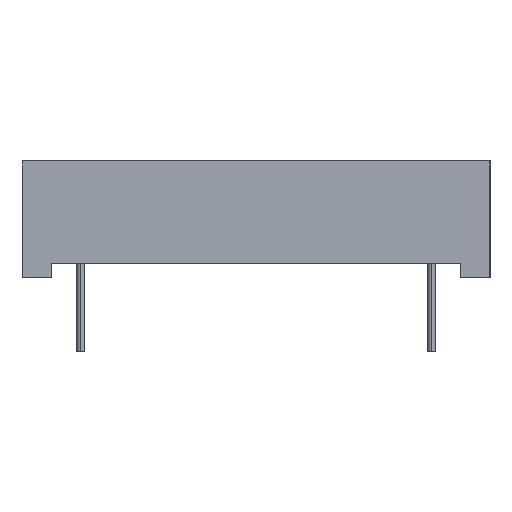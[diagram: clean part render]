
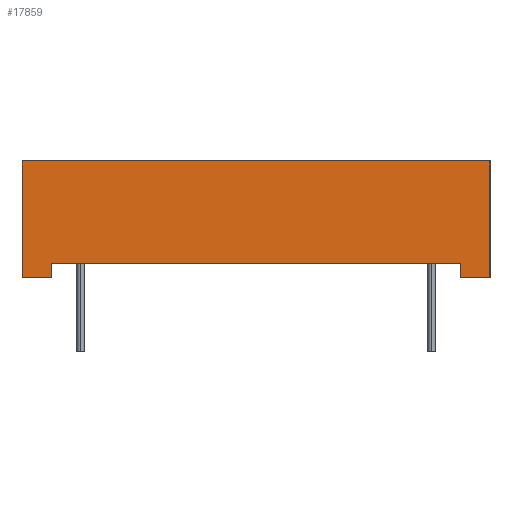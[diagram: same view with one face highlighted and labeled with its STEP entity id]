
A CAD part, left-side view. The second image highlights one B-rep face of the part: STEP entity #17859.
In plain terms, the highlighted planar face has unit normal (-1, 0, 0).
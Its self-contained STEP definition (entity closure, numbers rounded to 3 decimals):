
#607 = CARTESIAN_POINT ( 'NONE',  ( -16., -16., 0. ) ) ;
#759 = CARTESIAN_POINT ( 'NONE',  ( -16., 14., 1. ) ) ;
#798 = CARTESIAN_POINT ( 'NONE',  ( -16., 16., 8. ) ) ;
#986 = DIRECTION ( 'NONE',  ( 0., -1., 0. ) ) ;
#2135 = CARTESIAN_POINT ( 'NONE',  ( -16., 14., 1. ) ) ;
#2249 = VECTOR ( 'NONE', #3198, 1000. ) ;
#2272 = VECTOR ( 'NONE', #18860, 1000. ) ;
#2298 = EDGE_CURVE ( 'NONE', #7807, #10619, #14523, .T. ) ;
#2887 = VERTEX_POINT ( 'NONE', #17804 ) ;
#3135 = EDGE_CURVE ( 'NONE', #12771, #7098, #11939, .T. ) ;
#3198 = DIRECTION ( 'NONE',  ( 0., 0., -1. ) ) ;
#3646 = ORIENTED_EDGE ( 'NONE', *, *, #15802, .F. ) ;
#3880 = ORIENTED_EDGE ( 'NONE', *, *, #22042, .F. ) ;
#4081 = CARTESIAN_POINT ( 'NONE',  ( -16., -14., 1. ) ) ;
#4620 = CARTESIAN_POINT ( 'NONE',  ( -16., -16., 8. ) ) ;
#5220 = CARTESIAN_POINT ( 'NONE',  ( -16., 16., 8. ) ) ;
#6728 = DIRECTION ( 'NONE',  ( 1., 0., 0. ) ) ;
#7098 = VERTEX_POINT ( 'NONE', #17830 ) ;
#7807 = VERTEX_POINT ( 'NONE', #18627 ) ;
#8248 = VECTOR ( 'NONE', #14684, 1000. ) ;
#8381 = LINE ( 'NONE', #11842, #13671 ) ;
#8832 = ORIENTED_EDGE ( 'NONE', *, *, #14738, .F. ) ;
#9629 = LINE ( 'NONE', #759, #11420 ) ;
#9645 = CARTESIAN_POINT ( 'NONE',  ( -16., -14., 1. ) ) ;
#9687 = LINE ( 'NONE', #4081, #13281 ) ;
#9861 = EDGE_CURVE ( 'NONE', #14288, #7807, #9687, .T. ) ;
#10619 = VERTEX_POINT ( 'NONE', #607 ) ;
#11088 = EDGE_CURVE ( 'NONE', #12771, #12440, #16129, .T. ) ;
#11420 = VECTOR ( 'NONE', #16560, 1000. ) ;
#11684 = LINE ( 'NONE', #13109, #8248 ) ;
#11828 = VECTOR ( 'NONE', #19619, 1000. ) ;
#11842 = CARTESIAN_POINT ( 'NONE',  ( -16., 16., 0. ) ) ;
#11939 = LINE ( 'NONE', #5220, #2272 ) ;
#12163 = ORIENTED_EDGE ( 'NONE', *, *, #2298, .T. ) ;
#12392 = ORIENTED_EDGE ( 'NONE', *, *, #13693, .T. ) ;
#12440 = VERTEX_POINT ( 'NONE', #21508 ) ;
#12771 = VERTEX_POINT ( 'NONE', #15521 ) ;
#12865 = ORIENTED_EDGE ( 'NONE', *, *, #3135, .F. ) ;
#13109 = CARTESIAN_POINT ( 'NONE',  ( -16., 14., 1. ) ) ;
#13281 = VECTOR ( 'NONE', #16504, 1000. ) ;
#13534 = DIRECTION ( 'NONE',  ( 0., 0., -1. ) ) ;
#13535 = EDGE_LOOP ( 'NONE', ( #3880, #15949, #12163, #8832, #12865, #20846, #12392, #3646 ) ) ;
#13671 = VECTOR ( 'NONE', #13842, 1000. ) ;
#13693 = EDGE_CURVE ( 'NONE', #12440, #2887, #8381, .T. ) ;
#13842 = DIRECTION ( 'NONE',  ( 0., -1., 0. ) ) ;
#14288 = VERTEX_POINT ( 'NONE', #9645 ) ;
#14523 = LINE ( 'NONE', #17874, #18365 ) ;
#14684 = DIRECTION ( 'NONE',  ( 0., 0., -1. ) ) ;
#14738 = EDGE_CURVE ( 'NONE', #7098, #10619, #19874, .T. ) ;
#15521 = CARTESIAN_POINT ( 'NONE',  ( -16., 16., 8. ) ) ;
#15550 = PLANE ( 'NONE',  #19868 ) ;
#15649 = CARTESIAN_POINT ( 'NONE',  ( -16., 16., 8. ) ) ;
#15802 = EDGE_CURVE ( 'NONE', #20531, #2887, #11684, .T. ) ;
#15949 = ORIENTED_EDGE ( 'NONE', *, *, #9861, .T. ) ;
#16129 = LINE ( 'NONE', #798, #11828 ) ;
#16504 = DIRECTION ( 'NONE',  ( 0., 0., -1. ) ) ;
#16560 = DIRECTION ( 'NONE',  ( 0., 1., 0. ) ) ;
#17804 = CARTESIAN_POINT ( 'NONE',  ( -16., 14., 0. ) ) ;
#17830 = CARTESIAN_POINT ( 'NONE',  ( -16., -16., 8. ) ) ;
#17859 = ADVANCED_FACE ( 'NONE', ( #18797 ), #15550, .F. ) ;
#17874 = CARTESIAN_POINT ( 'NONE',  ( -16., 16., 0. ) ) ;
#18365 = VECTOR ( 'NONE', #986, 1000. ) ;
#18627 = CARTESIAN_POINT ( 'NONE',  ( -16., -14., 0. ) ) ;
#18797 = FACE_OUTER_BOUND ( 'NONE', #13535, .T. ) ;
#18860 = DIRECTION ( 'NONE',  ( 0., -1., 0. ) ) ;
#19619 = DIRECTION ( 'NONE',  ( 0., 0., -1. ) ) ;
#19868 = AXIS2_PLACEMENT_3D ( 'NONE', #15649, #6728, #13534 ) ;
#19874 = LINE ( 'NONE', #4620, #2249 ) ;
#20531 = VERTEX_POINT ( 'NONE', #2135 ) ;
#20846 = ORIENTED_EDGE ( 'NONE', *, *, #11088, .T. ) ;
#21508 = CARTESIAN_POINT ( 'NONE',  ( -16., 16., 0. ) ) ;
#22042 = EDGE_CURVE ( 'NONE', #14288, #20531, #9629, .T. ) ;
